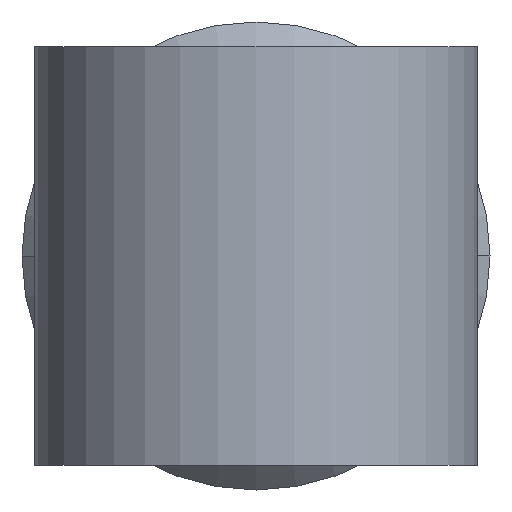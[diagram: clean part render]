
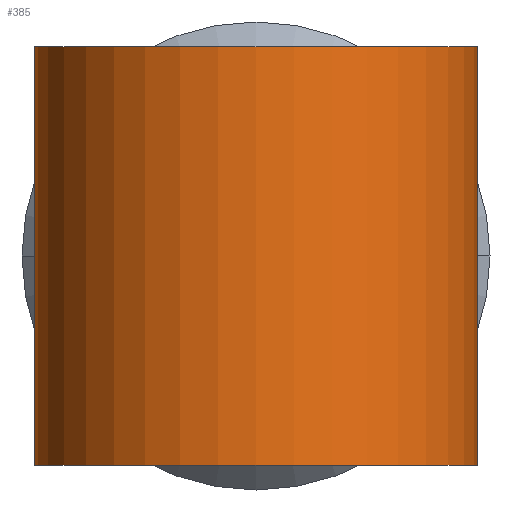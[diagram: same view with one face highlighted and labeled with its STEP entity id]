
A CAD part, front view. The second image highlights one B-rep face of the part: STEP entity #385.
In plain terms, the highlighted cylindrical face has radius 9 mm (diameter 18 mm), a partial arc.
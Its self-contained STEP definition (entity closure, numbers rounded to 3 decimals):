
#344=CARTESIAN_POINT('',(0.0,0.0,0.0));
#345=DIRECTION('',(0.0,0.0,1.0));
#346=DIRECTION('',(-1.0,0.0,0.0));
#347=AXIS2_PLACEMENT_3D('',#344,#345,#346);
#348=CYLINDRICAL_SURFACE('',#347,9.0);
#349=CARTESIAN_POINT('',(-9.0,0.,-8.5));
#350=VERTEX_POINT('',#349);
#351=CARTESIAN_POINT('',(-9.0,0.,8.5));
#352=VERTEX_POINT('',#351);
#353=CARTESIAN_POINT('',(-9.0,0.,-8.5));
#354=DIRECTION('',(0.0,0.0,1.0));
#355=VECTOR('',#354,17.0);
#356=LINE('',#353,#355);
#357=EDGE_CURVE('',#350,#352,#356,.T.);
#358=ORIENTED_EDGE('',*,*,#357,.F.);
#359=CARTESIAN_POINT('',(9.0,0.,-8.5));
#360=VERTEX_POINT('',#359);
#361=CARTESIAN_POINT('',(0.0,0.0,-8.5));
#362=DIRECTION('',(0.0,0.0,1.0));
#363=DIRECTION('',(-1.0,0.0,0.0));
#364=AXIS2_PLACEMENT_3D('',#361,#362,#363);
#365=CIRCLE('',#364,9.0);
#366=EDGE_CURVE('',#350,#360,#365,.T.);
#367=ORIENTED_EDGE('',*,*,#366,.T.);
#368=CARTESIAN_POINT('',(9.0,0.,8.5));
#369=VERTEX_POINT('',#368);
#370=CARTESIAN_POINT('',(9.0,0.,8.5));
#371=DIRECTION('',(0.0,0.0,-1.0));
#372=VECTOR('',#371,17.0);
#373=LINE('',#370,#372);
#374=EDGE_CURVE('',#369,#360,#373,.T.);
#375=ORIENTED_EDGE('',*,*,#374,.F.);
#376=CARTESIAN_POINT('',(0.0,0.0,8.5));
#377=DIRECTION('',(0.0,0.0,-1.0));
#378=DIRECTION('',(-1.0,0.0,0.0));
#379=AXIS2_PLACEMENT_3D('',#376,#377,#378);
#380=CIRCLE('',#379,9.0);
#381=EDGE_CURVE('',#369,#352,#380,.T.);
#382=ORIENTED_EDGE('',*,*,#381,.T.);
#383=EDGE_LOOP('',(#358,#367,#375,#382));
#384=FACE_OUTER_BOUND('',#383,.T.);
#385=ADVANCED_FACE('',(#384),#348,.T.);
